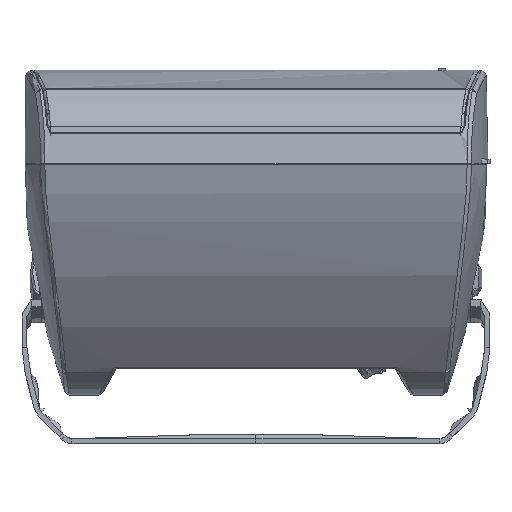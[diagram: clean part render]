
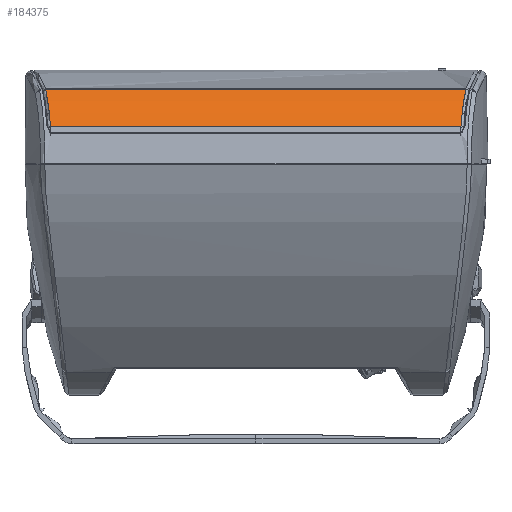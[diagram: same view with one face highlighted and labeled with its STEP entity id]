
A CAD part, left-side view. The second image highlights one B-rep face of the part: STEP entity #184375.
In plain terms, the highlighted free-form (B-spline) face has degree [3, 1] with [7, 2] control points.
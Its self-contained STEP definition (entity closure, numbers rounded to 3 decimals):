
#288 = CARTESIAN_POINT ( 'NONE',  ( 101.09, 35.753, 144.103 ) ) ;
#3872 = CARTESIAN_POINT ( 'NONE',  ( 105.129, 28.033, -139.955 ) ) ;
#4332 = VERTEX_POINT ( 'NONE', #66081 ) ;
#9823 = ORIENTED_EDGE ( 'NONE', *, *, #75140, .F. ) ;
#10975 = CARTESIAN_POINT ( 'NONE',  ( 86.163, 50.01, -200. ) ) ;
#13205 = CARTESIAN_POINT ( 'NONE',  ( 91.704, 45.183, 142.417 ) ) ;
#18643 = CARTESIAN_POINT ( 'NONE',  ( 86.163, 50.01, 144.103 ) ) ;
#20104 = CARTESIAN_POINT ( 'NONE',  ( 101.28, 34.09, -140.537 ) ) ;
#24798 = CARTESIAN_POINT ( 'NONE',  ( 96.817, 39.851, -141.283 ) ) ;
#27174 = EDGE_CURVE ( 'NONE', #164549, #105987, #101319, .T. ) ;
#28376 = CARTESIAN_POINT ( 'NONE',  ( 96.817, 39.851, 141.587 ) ) ;
#28764 = B_SPLINE_CURVE_WITH_KNOTS ( 'NONE', 3,
 ( #56205, #121216, #108191, #41064, #88718, #188300, #24798, #204494, #57305, #71406, #42139, #155826 ),
 .UNSPECIFIED., .F., .F.,
 ( 4, 2, 2, 2, 2, 4 ),
 ( 0., 0.252, 0.503, 0.755, 0.88, 1. ),
 .UNSPECIFIED. ) ;
#29738 = CARTESIAN_POINT ( 'NONE',  ( 105.129, 28.033, 140.258 ) ) ;
#30255 = CARTESIAN_POINT ( 'NONE',  ( 106.636, 24.756, 0.237 ) ) ;
#30779 = CARTESIAN_POINT ( 'NONE',  ( 103.332, 31.143, 140.53 ) ) ;
#37143 = CARTESIAN_POINT ( 'NONE',  ( 99.158, 36.98, 141.199 ) ) ;
#41064 = CARTESIAN_POINT ( 'NONE',  ( 91.704, 45.183, -142.113 ) ) ;
#41448 = CARTESIAN_POINT ( 'NONE',  ( 86.163, 50.01, 143.304 ) ) ;
#42139 = CARTESIAN_POINT ( 'NONE',  ( 100.775, 34.817, -140.623 ) ) ;
#43903 = VECTOR ( 'NONE', #129866, 1000. ) ;
#45694 = CARTESIAN_POINT ( 'NONE',  ( 95.585, 41.23, 141.788 ) ) ;
#46639 = CARTESIAN_POINT ( 'NONE',  ( 101.28, 34.09, 140.84 ) ) ;
#51125 = CARTESIAN_POINT ( 'NONE',  ( 105.615, 26.866, 144.103 ) ) ;
#52176 = B_SPLINE_CURVE_WITH_KNOTS ( 'NONE', 3,
 ( #20104, #54722, #3872, #69926 ),
 .UNSPECIFIED., .F., .F.,
 ( 4, 4 ),
 ( 0., 1. ),
 .UNSPECIFIED. ) ;
#53373 = CARTESIAN_POINT ( 'NONE',  ( 100.775, 34.817, 140.927 ) ) ;
#54711 = ORIENTED_EDGE ( 'NONE', *, *, #93980, .F. ) ;
#54722 = CARTESIAN_POINT ( 'NONE',  ( 103.332, 31.143, -140.226 ) ) ;
#56205 = CARTESIAN_POINT ( 'NONE',  ( 86.163, 50.01, -143. ) ) ;
#57206 = B_SPLINE_CURVE_WITH_KNOTS ( 'NONE', 3,
 ( #194228, #29738, #30779, #180147 ),
 .UNSPECIFIED., .F., .F.,
 ( 4, 4 ),
 ( 0., 1. ),
 .UNSPECIFIED. ) ;
#57305 = CARTESIAN_POINT ( 'NONE',  ( 99.158, 36.98, -140.895 ) ) ;
#59781 = CARTESIAN_POINT ( 'NONE',  ( 93.028, 43.897, 142.204 ) ) ;
#62732 = LINE ( 'NONE', #30255, #43903 ) ;
#66081 = CARTESIAN_POINT ( 'NONE',  ( 106.636, 24.756, -139.727 ) ) ;
#69926 = CARTESIAN_POINT ( 'NONE',  ( 106.636, 24.756, -139.727 ) ) ;
#71406 = CARTESIAN_POINT ( 'NONE',  ( 100.253, 35.534, -140.712 ) ) ;
#75140 = EDGE_CURVE ( 'NONE', #176293, #4332, #52176, .T. ) ;
#75559 = EDGE_CURVE ( 'NONE', #183256, #164549, #57206, .T. ) ;
#83626 = CARTESIAN_POINT ( 'NONE',  ( 106.312, 25.461, 144.103 ) ) ;
#84711 = CARTESIAN_POINT ( 'NONE',  ( 106.64, 24.747, -143.629 ) ) ;
#88718 = CARTESIAN_POINT ( 'NONE',  ( 93.028, 43.897, -141.9 ) ) ;
#93980 = EDGE_CURVE ( 'NONE', #105987, #185479, #160361, .T. ) ;
#96163 = B_SPLINE_SURFACE_WITH_KNOTS ( 'NONE', 3, 1, ( 
 ( #98819, #84711 ),
 ( #83626, #133419 ),
 ( #118257, #151813 ),
 ( #51125, #100933 ),
 ( #288, #131287 ),
 ( #181070, #150762 ),
 ( #18643, #200436 ) ),
 .UNSPECIFIED., .F., .F., .F.,
 ( 4, 3, 4 ),
 ( 2, 2 ),
 ( 1.36, 1.487, 3.109 ),
 ( 0.009, 0.99 ),
 .UNSPECIFIED. ) ;
#97231 = CARTESIAN_POINT ( 'NONE',  ( 101.28, 34.09, -140.537 ) ) ;
#98819 = CARTESIAN_POINT ( 'NONE',  ( 106.64, 24.747, 144.103 ) ) ;
#100933 = CARTESIAN_POINT ( 'NONE',  ( 105.615, 26.866, -143.629 ) ) ;
#101319 =( BOUNDED_CURVE ( )  B_SPLINE_CURVE ( 3, ( #118383, #53373, #185475, #37143, #169211, #28376, #45694, #59781, #13205, #206996, #189727, #41448 ),
 .UNSPECIFIED., .F., .F. ) 
 B_SPLINE_CURVE_WITH_KNOTS ( ( 4, 2, 2, 2, 2, 4 ),
 ( 0., 0.12, 0.245, 0.497, 0.748, 1. ),
 .UNSPECIFIED. ) 
 CURVE ( )  GEOMETRIC_REPRESENTATION_ITEM ( )  RATIONAL_B_SPLINE_CURVE ( ( 1., 1., 1., 1., 1., 1., 1., 1., 1., 1., 1., 1. ) ) 
 REPRESENTATION_ITEM ( '' )  );
#105987 = VERTEX_POINT ( 'NONE', #169907 ) ;
#108191 = CARTESIAN_POINT ( 'NONE',  ( 88.986, 47.661, -142.55 ) ) ;
#118257 = CARTESIAN_POINT ( 'NONE',  ( 105.97, 26.167, 144.103 ) ) ;
#118383 = CARTESIAN_POINT ( 'NONE',  ( 101.28, 34.09, 140.84 ) ) ;
#121216 = CARTESIAN_POINT ( 'NONE',  ( 87.59, 48.855, -142.774 ) ) ;
#128546 = ORIENTED_EDGE ( 'NONE', *, *, #27174, .F. ) ;
#129866 = DIRECTION ( 'NONE',  ( 0., 0., 1. ) ) ;
#131078 = EDGE_CURVE ( 'NONE', #4332, #183256, #62732, .T. ) ;
#131287 = CARTESIAN_POINT ( 'NONE',  ( 101.09, 35.753, -143.629 ) ) ;
#133419 = CARTESIAN_POINT ( 'NONE',  ( 106.312, 25.461, -143.629 ) ) ;
#134507 = CARTESIAN_POINT ( 'NONE',  ( 86.163, 50.01, -143. ) ) ;
#138674 = VECTOR ( 'NONE', #175526, 1000. ) ;
#139437 = ORIENTED_EDGE ( 'NONE', *, *, #131078, .F. ) ;
#142591 = CARTESIAN_POINT ( 'NONE',  ( 106.636, 24.756, 140.031 ) ) ;
#148612 = FACE_OUTER_BOUND ( 'NONE', #160311, .T. ) ;
#150762 = CARTESIAN_POINT ( 'NONE',  ( 94.403, 43.346, -143.629 ) ) ;
#151813 = CARTESIAN_POINT ( 'NONE',  ( 105.97, 26.167, -143.629 ) ) ;
#155171 = ORIENTED_EDGE ( 'NONE', *, *, #75559, .F. ) ;
#155826 = CARTESIAN_POINT ( 'NONE',  ( 101.28, 34.09, -140.537 ) ) ;
#160311 = EDGE_LOOP ( 'NONE', ( #128546, #155171, #139437, #9823, #173376, #54711 ) ) ;
#160361 = LINE ( 'NONE', #10975, #138674 ) ;
#164549 = VERTEX_POINT ( 'NONE', #46639 ) ;
#169211 = CARTESIAN_POINT ( 'NONE',  ( 98.583, 37.707, 141.295 ) ) ;
#169907 = CARTESIAN_POINT ( 'NONE',  ( 86.163, 50.01, 143.304 ) ) ;
#173376 = ORIENTED_EDGE ( 'NONE', *, *, #204699, .F. ) ;
#175526 = DIRECTION ( 'NONE',  ( 0., 0., -1. ) ) ;
#176293 = VERTEX_POINT ( 'NONE', #97231 ) ;
#180147 = CARTESIAN_POINT ( 'NONE',  ( 101.28, 34.09, 140.84 ) ) ;
#181070 = CARTESIAN_POINT ( 'NONE',  ( 94.403, 43.346, 144.103 ) ) ;
#183256 = VERTEX_POINT ( 'NONE', #142591 ) ;
#184375 = ADVANCED_FACE ( 'NONE', ( #148612 ), #96163, .F. ) ;
#185475 = CARTESIAN_POINT ( 'NONE',  ( 100.253, 35.534, 141.015 ) ) ;
#185479 = VERTEX_POINT ( 'NONE', #134507 ) ;
#188300 = CARTESIAN_POINT ( 'NONE',  ( 95.586, 41.23, -141.484 ) ) ;
#189727 = CARTESIAN_POINT ( 'NONE',  ( 87.59, 48.855, 143.078 ) ) ;
#194228 = CARTESIAN_POINT ( 'NONE',  ( 106.636, 24.756, 140.031 ) ) ;
#200436 = CARTESIAN_POINT ( 'NONE',  ( 86.163, 50.01, -143.629 ) ) ;
#204494 = CARTESIAN_POINT ( 'NONE',  ( 98.583, 37.707, -140.991 ) ) ;
#204699 = EDGE_CURVE ( 'NONE', #185479, #176293, #28764, .T. ) ;
#206996 = CARTESIAN_POINT ( 'NONE',  ( 88.986, 47.661, 142.854 ) ) ;
